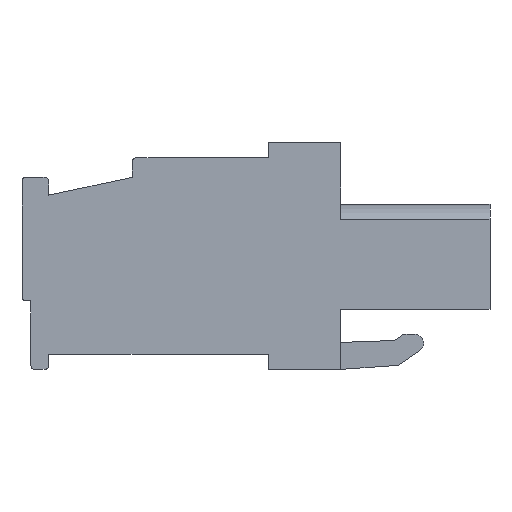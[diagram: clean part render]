
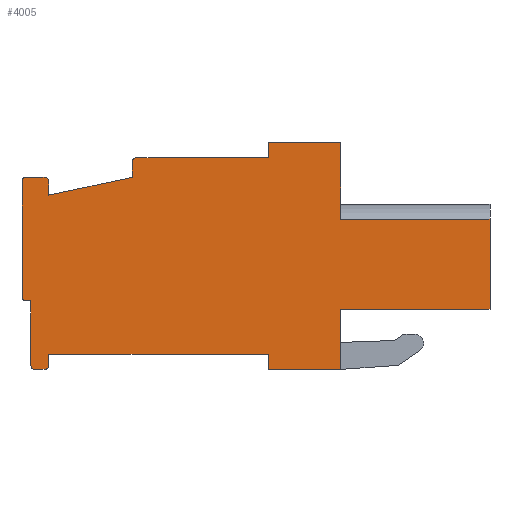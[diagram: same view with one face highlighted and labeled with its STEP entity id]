
A CAD part, left-side view. The second image highlights one B-rep face of the part: STEP entity #4005.
In plain terms, the highlighted planar face has unit normal (-1, 0, 0).
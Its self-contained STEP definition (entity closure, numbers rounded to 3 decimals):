
#16=DIRECTION('',(0.,1.,0.));
#17=VECTOR('',#16,8.3);
#18=CARTESIAN_POINT('',(0.,-16.87,2.04));
#19=LINE('',#18,#17);
#20=DIRECTION('',(0.,0.,-1.));
#21=VECTOR('',#20,5.);
#22=CARTESIAN_POINT('',(0.,-16.87,2.04));
#23=LINE('',#22,#21);
#24=DIRECTION('',(0.,1.,0.));
#25=VECTOR('',#24,8.3);
#26=CARTESIAN_POINT('',(0.,-16.87,-2.96));
#27=LINE('',#26,#25);
#28=DIRECTION('',(0.,0.,-1.));
#29=VECTOR('',#28,3.34);
#30=CARTESIAN_POINT('',(0.,-8.57,-2.96));
#31=LINE('',#30,#29);
#32=DIRECTION('',(0.,1.,0.));
#33=VECTOR('',#32,4.);
#34=CARTESIAN_POINT('',(0.,-8.57,-6.3));
#35=LINE('',#34,#33);
#36=DIRECTION('',(0.,0.,1.));
#37=VECTOR('',#36,0.85);
#38=CARTESIAN_POINT('',(0.,-4.57,-6.3));
#39=LINE('',#38,#37);
#40=DIRECTION('',(0.,1.,0.));
#41=VECTOR('',#40,12.22);
#42=CARTESIAN_POINT('',(0.,-4.57,-5.45));
#43=LINE('',#42,#41);
#44=DIRECTION('',(0.,0.,-1.));
#45=VECTOR('',#44,0.652);
#46=CARTESIAN_POINT('',(0.,7.65,-5.45));
#47=LINE('',#46,#45);
#48=CARTESIAN_POINT('',(0.,7.848,-6.102));
#49=DIRECTION('',(1.,0.,0.));
#50=DIRECTION('',(0.,-1.,0.));
#51=AXIS2_PLACEMENT_3D('',#48,#49,#50);
#53=DIRECTION('',(0.,1.,0.));
#54=VECTOR('',#53,0.582);
#55=CARTESIAN_POINT('',(0.,7.848,-6.3));
#56=LINE('',#55,#54);
#57=CARTESIAN_POINT('',(0.,8.43,-6.1));
#58=DIRECTION('',(1.,0.,0.));
#59=DIRECTION('',(0.,0.,-1.));
#60=AXIS2_PLACEMENT_3D('',#57,#58,#59);
#62=DIRECTION('',(0.,0.,1.));
#63=VECTOR('',#62,3.61);
#64=CARTESIAN_POINT('',(0.,8.63,-6.1));
#65=LINE('',#64,#63);
#66=DIRECTION('',(0.,1.,0.));
#67=VECTOR('',#66,0.3);
#68=CARTESIAN_POINT('',(0.,8.63,-2.49));
#69=LINE('',#68,#67);
#70=CARTESIAN_POINT('',(0.,8.93,-2.29));
#71=DIRECTION('',(1.,0.,0.));
#72=DIRECTION('',(0.,0.,-1.));
#73=AXIS2_PLACEMENT_3D('',#70,#71,#72);
#75=DIRECTION('',(0.,0.,1.));
#76=VECTOR('',#75,6.46);
#77=CARTESIAN_POINT('',(0.,9.13,-2.29));
#78=LINE('',#77,#76);
#79=CARTESIAN_POINT('',(0.,8.93,4.17));
#80=DIRECTION('',(1.,0.,0.));
#81=DIRECTION('',(0.,1.,0.));
#82=AXIS2_PLACEMENT_3D('',#79,#80,#81);
#84=DIRECTION('',(0.,-1.,0.));
#85=VECTOR('',#84,1.08);
#86=CARTESIAN_POINT('',(0.,8.93,4.37));
#87=LINE('',#86,#85);
#88=CARTESIAN_POINT('',(0.,7.85,4.17));
#89=DIRECTION('',(1.,0.,0.));
#90=DIRECTION('',(0.,0.,1.));
#91=AXIS2_PLACEMENT_3D('',#88,#89,#90);
#93=DIRECTION('',(0.,0.,-1.));
#94=VECTOR('',#93,0.79);
#95=CARTESIAN_POINT('',(0.,7.65,4.17));
#96=LINE('',#95,#94);
#97=DIRECTION('',(0.,-0.978,0.208));
#98=VECTOR('',#97,4.754);
#99=CARTESIAN_POINT('',(0.,7.65,3.38));
#100=LINE('',#99,#98);
#101=DIRECTION('',(0.,0.,1.));
#102=VECTOR('',#101,0.88);
#103=CARTESIAN_POINT('',(0.,3.,4.37));
#104=LINE('',#103,#102);
#105=CARTESIAN_POINT('',(0.,2.8,5.25));
#106=DIRECTION('',(1.,0.,0.));
#107=DIRECTION('',(0.,1.,0.));
#108=AXIS2_PLACEMENT_3D('',#105,#106,#107);
#110=DIRECTION('',(0.,-1.,0.));
#111=VECTOR('',#110,7.37);
#112=CARTESIAN_POINT('',(0.,2.8,5.45));
#113=LINE('',#112,#111);
#114=DIRECTION('',(0.,0.,1.));
#115=VECTOR('',#114,0.85);
#116=CARTESIAN_POINT('',(0.,-4.57,5.45));
#117=LINE('',#116,#115);
#118=DIRECTION('',(0.,-1.,0.));
#119=VECTOR('',#118,4.);
#120=CARTESIAN_POINT('',(0.,-4.57,6.3));
#121=LINE('',#120,#119);
#169=DIRECTION('',(0.,0.,1.));
#170=VECTOR('',#169,4.26);
#171=CARTESIAN_POINT('',(0.,-8.57,2.04));
#172=LINE('',#171,#170);
#3070=CARTESIAN_POINT('',(0.,9.13,4.17));
#3071=CARTESIAN_POINT('',(0.,8.93,4.37));
#3072=VERTEX_POINT('',#3070);
#3073=VERTEX_POINT('',#3071);
#3074=CARTESIAN_POINT('',(0.,7.85,4.37));
#3075=VERTEX_POINT('',#3074);
#3076=CARTESIAN_POINT('',(0.,7.65,4.17));
#3077=VERTEX_POINT('',#3076);
#3078=CARTESIAN_POINT('',(0.,7.65,3.38));
#3079=VERTEX_POINT('',#3078);
#3080=CARTESIAN_POINT('',(0.,3.,4.37));
#3081=VERTEX_POINT('',#3080);
#3082=CARTESIAN_POINT('',(0.,3.,5.25));
#3083=VERTEX_POINT('',#3082);
#3084=CARTESIAN_POINT('',(0.,2.8,5.45));
#3085=VERTEX_POINT('',#3084);
#3086=CARTESIAN_POINT('',(0.,-4.57,5.45));
#3087=VERTEX_POINT('',#3086);
#3088=CARTESIAN_POINT('',(0.,-4.57,6.3));
#3089=VERTEX_POINT('',#3088);
#3090=CARTESIAN_POINT('',(0.,-8.57,6.3));
#3091=VERTEX_POINT('',#3090);
#3092=CARTESIAN_POINT('',(0.,-16.87,-2.96));
#3093=CARTESIAN_POINT('',(0.,-8.57,-2.96));
#3094=VERTEX_POINT('',#3092);
#3095=VERTEX_POINT('',#3093);
#3096=CARTESIAN_POINT('',(0.,-8.57,-6.3));
#3097=VERTEX_POINT('',#3096);
#3098=CARTESIAN_POINT('',(0.,-4.57,-6.3));
#3099=VERTEX_POINT('',#3098);
#3100=CARTESIAN_POINT('',(0.,-4.57,-5.45));
#3101=VERTEX_POINT('',#3100);
#3102=CARTESIAN_POINT('',(0.,7.65,-5.45));
#3103=VERTEX_POINT('',#3102);
#3104=CARTESIAN_POINT('',(0.,7.65,-6.102));
#3105=VERTEX_POINT('',#3104);
#3106=CARTESIAN_POINT('',(0.,7.848,-6.3));
#3107=VERTEX_POINT('',#3106);
#3108=CARTESIAN_POINT('',(0.,8.43,-6.3));
#3109=VERTEX_POINT('',#3108);
#3110=CARTESIAN_POINT('',(0.,8.63,-6.1));
#3111=VERTEX_POINT('',#3110);
#3112=CARTESIAN_POINT('',(0.,8.63,-2.49));
#3113=VERTEX_POINT('',#3112);
#3114=CARTESIAN_POINT('',(0.,8.93,-2.49));
#3115=VERTEX_POINT('',#3114);
#3116=CARTESIAN_POINT('',(0.,9.13,-2.29));
#3117=VERTEX_POINT('',#3116);
#3328=CARTESIAN_POINT('',(0.,-16.87,2.04));
#3329=CARTESIAN_POINT('',(0.,-8.57,2.04));
#3330=VERTEX_POINT('',#3328);
#3331=VERTEX_POINT('',#3329);
#3946=CARTESIAN_POINT('',(0.,0.,0.));
#3947=DIRECTION('',(1.,0.,0.));
#3948=DIRECTION('',(0.,0.,-1.));
#3949=AXIS2_PLACEMENT_3D('',#3946,#3947,#3948);
#3950=PLANE('',#3949);
#3952=ORIENTED_EDGE('',*,*,#3951,.F.);
#3954=ORIENTED_EDGE('',*,*,#3953,.T.);
#3956=ORIENTED_EDGE('',*,*,#3955,.T.);
#3958=ORIENTED_EDGE('',*,*,#3957,.T.);
#3960=ORIENTED_EDGE('',*,*,#3959,.T.);
#3962=ORIENTED_EDGE('',*,*,#3961,.T.);
#3964=ORIENTED_EDGE('',*,*,#3963,.T.);
#3966=ORIENTED_EDGE('',*,*,#3965,.T.);
#3968=ORIENTED_EDGE('',*,*,#3967,.T.);
#3970=ORIENTED_EDGE('',*,*,#3969,.T.);
#3972=ORIENTED_EDGE('',*,*,#3971,.T.);
#3974=ORIENTED_EDGE('',*,*,#3973,.T.);
#3976=ORIENTED_EDGE('',*,*,#3975,.T.);
#3978=ORIENTED_EDGE('',*,*,#3977,.T.);
#3980=ORIENTED_EDGE('',*,*,#3979,.T.);
#3982=ORIENTED_EDGE('',*,*,#3981,.T.);
#3984=ORIENTED_EDGE('',*,*,#3983,.T.);
#3986=ORIENTED_EDGE('',*,*,#3985,.T.);
#3988=ORIENTED_EDGE('',*,*,#3987,.T.);
#3990=ORIENTED_EDGE('',*,*,#3989,.T.);
#3992=ORIENTED_EDGE('',*,*,#3991,.T.);
#3994=ORIENTED_EDGE('',*,*,#3993,.T.);
#3996=ORIENTED_EDGE('',*,*,#3995,.T.);
#3998=ORIENTED_EDGE('',*,*,#3997,.T.);
#4000=ORIENTED_EDGE('',*,*,#3999,.T.);
#4002=ORIENTED_EDGE('',*,*,#4001,.F.);
#4003=EDGE_LOOP('',(#3952,#3954,#3956,#3958,#3960,#3962,#3964,#3966,#3968,#3970,
#3972,#3974,#3976,#3978,#3980,#3982,#3984,#3986,#3988,#3990,#3992,#3994,#3996,
#3998,#4000,#4002));
#4004=FACE_OUTER_BOUND('',#4003,.F.);
#4005=ADVANCED_FACE('',(#4004),#3950,.F.);
#52=CIRCLE('',#51,0.198);
#61=CIRCLE('',#60,0.2);
#74=CIRCLE('',#73,0.2);
#83=CIRCLE('',#82,0.2);
#92=CIRCLE('',#91,0.2);
#109=CIRCLE('',#108,0.2);
#3951=EDGE_CURVE('',#3330,#3331,#19,.T.);
#3953=EDGE_CURVE('',#3330,#3094,#23,.T.);
#3955=EDGE_CURVE('',#3094,#3095,#27,.T.);
#3957=EDGE_CURVE('',#3095,#3097,#31,.T.);
#3959=EDGE_CURVE('',#3097,#3099,#35,.T.);
#3961=EDGE_CURVE('',#3099,#3101,#39,.T.);
#3963=EDGE_CURVE('',#3101,#3103,#43,.T.);
#3965=EDGE_CURVE('',#3103,#3105,#47,.T.);
#3967=EDGE_CURVE('',#3105,#3107,#52,.T.);
#3969=EDGE_CURVE('',#3107,#3109,#56,.T.);
#3971=EDGE_CURVE('',#3109,#3111,#61,.T.);
#3973=EDGE_CURVE('',#3111,#3113,#65,.T.);
#3975=EDGE_CURVE('',#3113,#3115,#69,.T.);
#3977=EDGE_CURVE('',#3115,#3117,#74,.T.);
#3979=EDGE_CURVE('',#3117,#3072,#78,.T.);
#3981=EDGE_CURVE('',#3072,#3073,#83,.T.);
#3983=EDGE_CURVE('',#3073,#3075,#87,.T.);
#3985=EDGE_CURVE('',#3075,#3077,#92,.T.);
#3987=EDGE_CURVE('',#3077,#3079,#96,.T.);
#3989=EDGE_CURVE('',#3079,#3081,#100,.T.);
#3991=EDGE_CURVE('',#3081,#3083,#104,.T.);
#3993=EDGE_CURVE('',#3083,#3085,#109,.T.);
#3995=EDGE_CURVE('',#3085,#3087,#113,.T.);
#3997=EDGE_CURVE('',#3087,#3089,#117,.T.);
#3999=EDGE_CURVE('',#3089,#3091,#121,.T.);
#4001=EDGE_CURVE('',#3331,#3091,#172,.T.);
